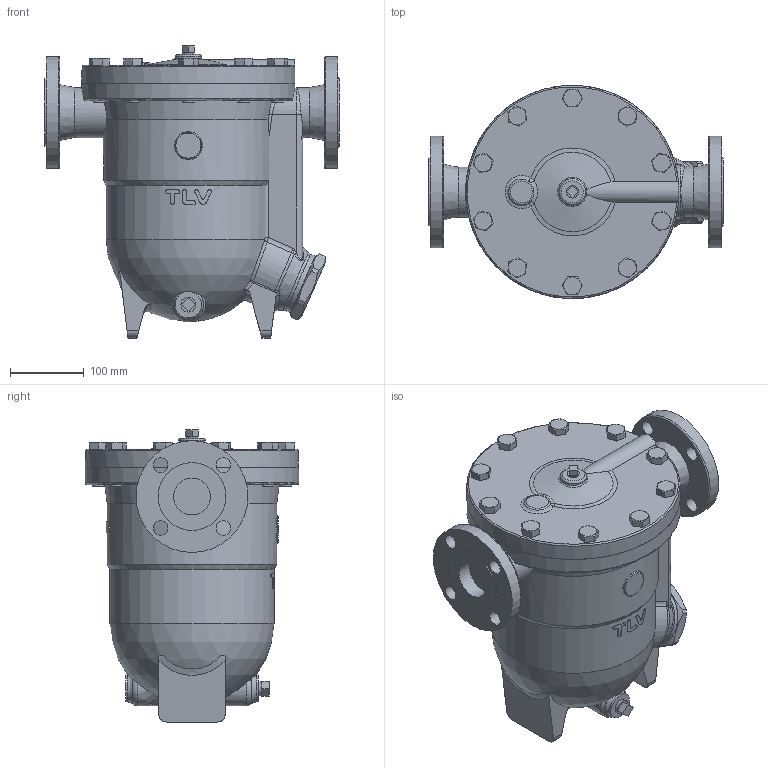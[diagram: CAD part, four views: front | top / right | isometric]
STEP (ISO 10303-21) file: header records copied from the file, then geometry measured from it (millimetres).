
FILE_DESCRIPTION((''),'2;1');
FILE_NAME('j75x0-050-a0150-00.stp','2010-06-07T14:22:36',('nakaot'),(''),'Autodesk Inventor 2008','Autodesk Inventor 2008','');
FILE_SCHEMA(('AUTOMOTIVE_DESIGN { 1 0 10303 214 1 1 1 1 }'));
Length unit declared in the file: millimetre
Products named in the file (1): j75x0-050-a0150-00
Bounding box: 400 x 290 x 397 mm (x, y, z)
Volume: 16251478.8 mm3; surface area: 611228.7 mm2
Topology: 1 solids, 1 shells, 412 faces, 993 edges, 626 vertices
Faces by surface type: plane 156, bspline 106, cone 71, cylinder 65, torus 12, sphere 2
Full cylindrical faces by diameter (mm): 16 x18, 36 x2, 50 x2, 68 x2, 84 x1, 92.1 x1, 152 x2, 200 x1, 290 x2
Entity records: 22150 total; most frequent: CARTESIAN_POINT 13877, ORIENTED_EDGE 1768, DIRECTION 1477, EDGE_CURVE 884, AXIS2_PLACEMENT_3D 613, VERTEX_POINT 591, EDGE_LOOP 565, FACE_OUTER_BOUND 412
